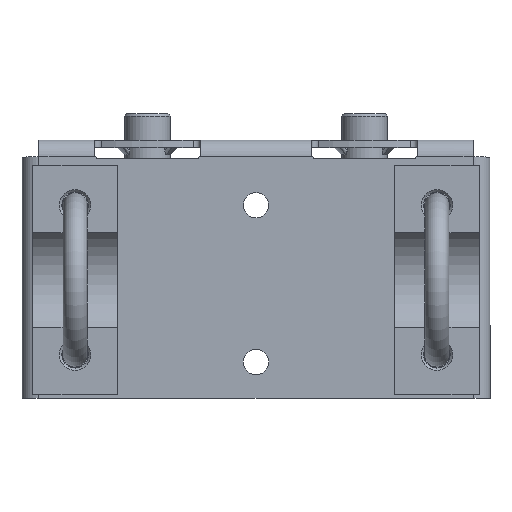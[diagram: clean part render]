
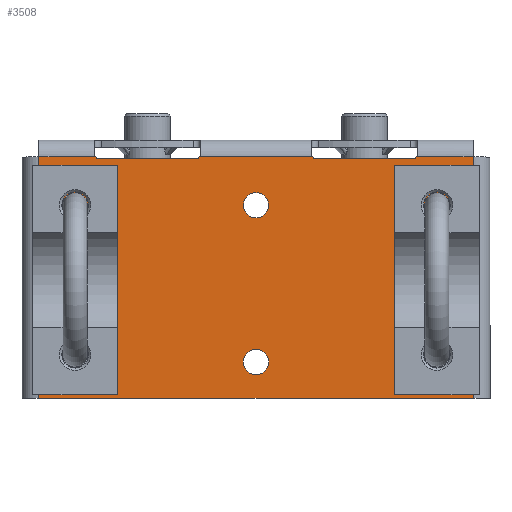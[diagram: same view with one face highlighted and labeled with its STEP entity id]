
A CAD part, top view. The second image highlights one B-rep face of the part: STEP entity #3508.
In plain terms, the highlighted planar face has unit normal (0, 0, 1).
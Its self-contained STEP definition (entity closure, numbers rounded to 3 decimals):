
#177=FACE_BOUND('',#606,.T.);
#178=FACE_BOUND('',#607,.T.);
#179=FACE_BOUND('',#608,.T.);
#180=FACE_BOUND('',#609,.T.);
#181=FACE_BOUND('',#610,.T.);
#182=FACE_BOUND('',#611,.T.);
#258=PLANE('',#3767);
#392=FACE_OUTER_BOUND('',#605,.T.);
#605=EDGE_LOOP('',(#2539,#2540,#2541,#2542,#2543,#2544,#2545,#2546,#2547,
#2548,#2549,#2550,#2551,#2552));
#606=EDGE_LOOP('',(#2553,#2554,#2555,#2556));
#607=EDGE_LOOP('',(#2557));
#608=EDGE_LOOP('',(#2558));
#609=EDGE_LOOP('',(#2559,#2560,#2561,#2562));
#610=EDGE_LOOP('',(#2563));
#611=EDGE_LOOP('',(#2564));
#874=CIRCLE('',#3713,2.);
#875=CIRCLE('',#3716,2.);
#877=CIRCLE('',#3719,2.);
#880=CIRCLE('',#3724,2.);
#909=CIRCLE('',#3768,5.25);
#910=CIRCLE('',#3769,5.25);
#911=CIRCLE('',#3770,5.25);
#912=CIRCLE('',#3771,5.25);
#913=CIRCLE('',#3772,5.25);
#914=CIRCLE('',#3773,5.25);
#915=CIRCLE('',#3774,5.25);
#916=CIRCLE('',#3775,5.25);
#1033=LINE('',#5208,#1317);
#1037=LINE('',#5254,#1321);
#1061=LINE('',#5373,#1345);
#1062=LINE('',#5375,#1346);
#1063=LINE('',#5377,#1347);
#1064=LINE('',#5379,#1348);
#1065=LINE('',#5381,#1349);
#1066=LINE('',#5383,#1350);
#1067=LINE('',#5385,#1351);
#1068=LINE('',#5386,#1352);
#1069=LINE('',#5389,#1353);
#1070=LINE('',#5393,#1354);
#1071=LINE('',#5401,#1355);
#1072=LINE('',#5405,#1356);
#1317=VECTOR('',#4119,40.);
#1321=VECTOR('',#4137,40.);
#1345=VECTOR('',#4253,46.96);
#1346=VECTOR('',#4254,23.48);
#1347=VECTOR('',#4255,0.002);
#1348=VECTOR('',#4256,100.);
#1349=VECTOR('',#4257,180.);
#1350=VECTOR('',#4258,100.);
#1351=VECTOR('',#4259,0.002);
#1352=VECTOR('',#4260,23.48);
#1353=VECTOR('',#4261,30.);
#1354=VECTOR('',#4264,30.);
#1355=VECTOR('',#4271,30.);
#1356=VECTOR('',#4274,30.);
#1621=VERTEX_POINT('',#5181);
#1626=VERTEX_POINT('',#5200);
#1628=VERTEX_POINT('',#5206);
#1632=VERTEX_POINT('',#5220);
#1636=VERTEX_POINT('',#5240);
#1637=VERTEX_POINT('',#5247);
#1639=VERTEX_POINT('',#5253);
#1641=VERTEX_POINT('',#5259);
#1677=VERTEX_POINT('',#5374);
#1678=VERTEX_POINT('',#5376);
#1679=VERTEX_POINT('',#5378);
#1680=VERTEX_POINT('',#5380);
#1681=VERTEX_POINT('',#5382);
#1682=VERTEX_POINT('',#5384);
#1683=VERTEX_POINT('',#5387);
#1684=VERTEX_POINT('',#5388);
#1685=VERTEX_POINT('',#5390);
#1686=VERTEX_POINT('',#5392);
#1687=VERTEX_POINT('',#5395);
#1688=VERTEX_POINT('',#5397);
#1689=VERTEX_POINT('',#5399);
#1690=VERTEX_POINT('',#5400);
#1691=VERTEX_POINT('',#5402);
#1692=VERTEX_POINT('',#5404);
#1693=VERTEX_POINT('',#5407);
#1694=VERTEX_POINT('',#5409);
#1960=EDGE_CURVE('',#1626,#1621,#874,.T.);
#1963=EDGE_CURVE('',#1626,#1628,#1033,.T.);
#1967=EDGE_CURVE('',#1628,#1632,#875,.F.);
#1972=EDGE_CURVE('',#1637,#1636,#877,.F.);
#1975=EDGE_CURVE('',#1639,#1637,#1037,.T.);
#1982=EDGE_CURVE('',#1639,#1641,#880,.T.);
#2031=EDGE_CURVE('',#1636,#1621,#1061,.T.);
#2032=EDGE_CURVE('',#1632,#1677,#1062,.T.);
#2033=EDGE_CURVE('',#1678,#1677,#1063,.T.);
#2034=EDGE_CURVE('',#1679,#1678,#1064,.T.);
#2035=EDGE_CURVE('',#1680,#1679,#1065,.T.);
#2036=EDGE_CURVE('',#1680,#1681,#1066,.T.);
#2037=EDGE_CURVE('',#1681,#1682,#1067,.T.);
#2038=EDGE_CURVE('',#1682,#1641,#1068,.T.);
#2039=EDGE_CURVE('',#1683,#1684,#1069,.T.);
#2040=EDGE_CURVE('',#1684,#1685,#909,.T.);
#2041=EDGE_CURVE('',#1685,#1686,#1070,.T.);
#2042=EDGE_CURVE('',#1686,#1683,#910,.T.);
#2043=EDGE_CURVE('',#1687,#1687,#911,.T.);
#2044=EDGE_CURVE('',#1688,#1688,#912,.T.);
#2045=EDGE_CURVE('',#1689,#1690,#1071,.T.);
#2046=EDGE_CURVE('',#1690,#1691,#913,.T.);
#2047=EDGE_CURVE('',#1691,#1692,#1072,.T.);
#2048=EDGE_CURVE('',#1692,#1689,#914,.T.);
#2049=EDGE_CURVE('',#1693,#1693,#915,.T.);
#2050=EDGE_CURVE('',#1694,#1694,#916,.T.);
#2539=ORIENTED_EDGE('',*,*,#2031,.T.);
#2540=ORIENTED_EDGE('',*,*,#1960,.F.);
#2541=ORIENTED_EDGE('',*,*,#1963,.T.);
#2542=ORIENTED_EDGE('',*,*,#1967,.T.);
#2543=ORIENTED_EDGE('',*,*,#2032,.T.);
#2544=ORIENTED_EDGE('',*,*,#2033,.F.);
#2545=ORIENTED_EDGE('',*,*,#2034,.F.);
#2546=ORIENTED_EDGE('',*,*,#2035,.F.);
#2547=ORIENTED_EDGE('',*,*,#2036,.T.);
#2548=ORIENTED_EDGE('',*,*,#2037,.T.);
#2549=ORIENTED_EDGE('',*,*,#2038,.T.);
#2550=ORIENTED_EDGE('',*,*,#1982,.F.);
#2551=ORIENTED_EDGE('',*,*,#1975,.T.);
#2552=ORIENTED_EDGE('',*,*,#1972,.T.);
#2553=ORIENTED_EDGE('',*,*,#2039,.T.);
#2554=ORIENTED_EDGE('',*,*,#2040,.T.);
#2555=ORIENTED_EDGE('',*,*,#2041,.T.);
#2556=ORIENTED_EDGE('',*,*,#2042,.T.);
#2557=ORIENTED_EDGE('',*,*,#2043,.T.);
#2558=ORIENTED_EDGE('',*,*,#2044,.T.);
#2559=ORIENTED_EDGE('',*,*,#2045,.T.);
#2560=ORIENTED_EDGE('',*,*,#2046,.T.);
#2561=ORIENTED_EDGE('',*,*,#2047,.T.);
#2562=ORIENTED_EDGE('',*,*,#2048,.T.);
#2563=ORIENTED_EDGE('',*,*,#2049,.T.);
#2564=ORIENTED_EDGE('',*,*,#2050,.T.);
#3508=ADVANCED_FACE('',(#392,#177,#178,#179,#180,#181,#182),#258,.T.);
#3713=AXIS2_PLACEMENT_3D('',#5202,#4113,#4114);
#3716=AXIS2_PLACEMENT_3D('',#5227,#4123,#4124);
#3719=AXIS2_PLACEMENT_3D('',#5248,#4130,#4131);
#3724=AXIS2_PLACEMENT_3D('',#5277,#4145,#4146);
#3767=AXIS2_PLACEMENT_3D('',#5372,#4251,#4252);
#3768=AXIS2_PLACEMENT_3D('',#5391,#4262,#4263);
#3769=AXIS2_PLACEMENT_3D('',#5394,#4265,#4266);
#3770=AXIS2_PLACEMENT_3D('',#5396,#4267,#4268);
#3771=AXIS2_PLACEMENT_3D('',#5398,#4269,#4270);
#3772=AXIS2_PLACEMENT_3D('',#5403,#4272,#4273);
#3773=AXIS2_PLACEMENT_3D('',#5406,#4275,#4276);
#3774=AXIS2_PLACEMENT_3D('',#5408,#4277,#4278);
#3775=AXIS2_PLACEMENT_3D('',#5410,#4279,#4280);
#4113=DIRECTION('center_axis',(0.,0.,1.));
#4114=DIRECTION('ref_axis',(0.707,-0.707,0.));
#4119=DIRECTION('',(-1.,0.,0.));
#4123=DIRECTION('center_axis',(0.,0.,1.));
#4124=DIRECTION('ref_axis',(-0.707,-0.707,0.));
#4130=DIRECTION('center_axis',(0.,0.,1.));
#4131=DIRECTION('ref_axis',(-0.707,-0.707,0.));
#4137=DIRECTION('',(-1.,0.,0.));
#4145=DIRECTION('center_axis',(0.,0.,1.));
#4146=DIRECTION('ref_axis',(0.707,-0.707,0.));
#4251=DIRECTION('center_axis',(0.,0.,1.));
#4252=DIRECTION('ref_axis',(1.,0.,0.));
#4253=DIRECTION('',(-1.,0.,0.));
#4254=DIRECTION('',(-1.,0.,0.));
#4255=DIRECTION('',(0.,1.,0.));
#4256=DIRECTION('',(0.,1.,0.));
#4257=DIRECTION('',(-1.,0.,0.));
#4258=DIRECTION('',(0.,1.,0.));
#4259=DIRECTION('',(0.,1.,0.));
#4260=DIRECTION('',(-1.,0.,0.));
#4261=DIRECTION('',(0.,-1.,0.));
#4262=DIRECTION('center_axis',(0.,0.,-1.));
#4263=DIRECTION('ref_axis',(-1.,0.,0.));
#4264=DIRECTION('',(0.,1.,0.));
#4265=DIRECTION('center_axis',(0.,0.,-1.));
#4266=DIRECTION('ref_axis',(-1.,0.,0.));
#4267=DIRECTION('center_axis',(0.,0.,-1.));
#4268=DIRECTION('ref_axis',(-1.,0.,0.));
#4269=DIRECTION('center_axis',(0.,0.,-1.));
#4270=DIRECTION('ref_axis',(-1.,0.,0.));
#4271=DIRECTION('',(0.,1.,0.));
#4272=DIRECTION('center_axis',(0.,0.,-1.));
#4273=DIRECTION('ref_axis',(-1.,0.,0.));
#4274=DIRECTION('',(0.,-1.,0.));
#4275=DIRECTION('center_axis',(0.,0.,-1.));
#4276=DIRECTION('ref_axis',(-1.,0.,0.));
#4277=DIRECTION('center_axis',(0.,0.,-1.));
#4278=DIRECTION('ref_axis',(-1.,0.,0.));
#4279=DIRECTION('center_axis',(0.,0.,-1.));
#4280=DIRECTION('ref_axis',(-1.,0.,0.));
#5181=CARTESIAN_POINT('',(-23.48,100.002,3.));
#5200=CARTESIAN_POINT('',(-25.,99.302,3.));
#5202=CARTESIAN_POINT('Origin',(-25.,101.302,3.));
#5206=CARTESIAN_POINT('',(-65.,99.302,3.));
#5208=CARTESIAN_POINT('',(-22.363,99.302,3.));
#5220=CARTESIAN_POINT('',(-66.52,100.002,3.));
#5227=CARTESIAN_POINT('Origin',(-65.,101.302,3.));
#5240=CARTESIAN_POINT('',(23.48,100.002,3.));
#5247=CARTESIAN_POINT('',(25.,99.302,3.));
#5248=CARTESIAN_POINT('Origin',(25.,101.302,3.));
#5253=CARTESIAN_POINT('',(65.,99.302,3.));
#5254=CARTESIAN_POINT('',(22.5,99.302,3.));
#5259=CARTESIAN_POINT('',(66.52,100.002,3.));
#5277=CARTESIAN_POINT('Origin',(65.,101.302,3.));
#5372=CARTESIAN_POINT('Origin',(0.,91.055,
3.));
#5373=CARTESIAN_POINT('',(45.,100.002,3.));
#5374=CARTESIAN_POINT('',(-90.,100.002,3.));
#5375=CARTESIAN_POINT('',(45.,100.002,3.));
#5376=CARTESIAN_POINT('',(-90.,100.,3.));
#5377=CARTESIAN_POINT('',(-90.,108.4,3.));
#5378=CARTESIAN_POINT('',(-90.,0.,3.));
#5379=CARTESIAN_POINT('',(-90.,108.4,3.));
#5380=CARTESIAN_POINT('',(90.,0.,3.));
#5381=CARTESIAN_POINT('',(-98.36,0.,3.));
#5382=CARTESIAN_POINT('',(90.,100.,3.));
#5383=CARTESIAN_POINT('',(90.,45.528,3.));
#5384=CARTESIAN_POINT('',(90.,100.002,3.));
#5385=CARTESIAN_POINT('',(90.,45.528,3.));
#5386=CARTESIAN_POINT('',(45.,100.002,3.));
#5387=CARTESIAN_POINT('',(80.25,45.,3.));
#5388=CARTESIAN_POINT('',(80.25,15.,3.));
#5389=CARTESIAN_POINT('',(80.25,68.028,3.));
#5390=CARTESIAN_POINT('',(69.75,15.,3.));
#5391=CARTESIAN_POINT('Origin',(75.,15.,3.));
#5392=CARTESIAN_POINT('',(69.75,45.,3.));
#5393=CARTESIAN_POINT('',(69.75,53.028,3.));
#5394=CARTESIAN_POINT('Origin',(75.,45.,3.));
#5395=CARTESIAN_POINT('',(5.25,15.,3.));
#5396=CARTESIAN_POINT('Origin',(0.,15.,3.));
#5397=CARTESIAN_POINT('',(5.25,80.,3.));
#5398=CARTESIAN_POINT('Origin',(0.,80.,3.));
#5399=CARTESIAN_POINT('',(-80.25,15.,3.));
#5400=CARTESIAN_POINT('',(-80.25,45.,3.));
#5401=CARTESIAN_POINT('',(-80.25,53.028,3.));
#5402=CARTESIAN_POINT('',(-69.75,45.,3.));
#5403=CARTESIAN_POINT('Origin',(-75.,45.,3.));
#5404=CARTESIAN_POINT('',(-69.75,15.,3.));
#5405=CARTESIAN_POINT('',(-69.75,68.028,3.));
#5406=CARTESIAN_POINT('Origin',(-75.,15.,3.));
#5407=CARTESIAN_POINT('',(80.25,80.,3.));
#5408=CARTESIAN_POINT('Origin',(75.,80.,3.));
#5409=CARTESIAN_POINT('',(-69.75,80.,3.));
#5410=CARTESIAN_POINT('Origin',(-75.,80.,3.));
